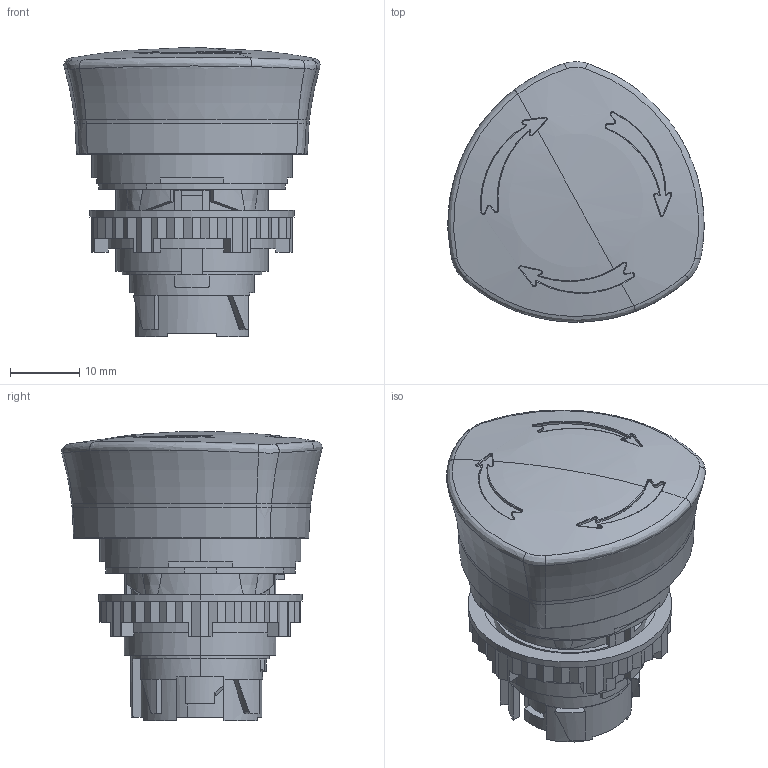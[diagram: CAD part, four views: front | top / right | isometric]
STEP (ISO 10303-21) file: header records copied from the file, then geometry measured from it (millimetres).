
FILE_DESCRIPTION(('CATIA V5 STEP Exchange','CAx-IF Rec.Pracs.--- Model Styling and Organization---1.2---2011-12-15'),'2;1');
FILE_NAME('L22ED01.stp','2014-07-03T14:45:44+00:00',('none'),('none'),'Unofficial Packaging Version','CATIA V5 STEP AP214 Edition 3','none');
FILE_SCHEMA(('AUTOMOTIVE_DESIGN { 1 0 10303 214 3 1 1 1 }'));
Length unit declared in the file: millimetre
Products named in the file (8): L22ED01; 074228000; 056017000; 032160000; 051914000; 097452000; 075121001; 056032000
Assembly tree (7 placements, depth 2):
  L22ED01
    074228000
    056017000
    032160000
    051914000
    097452000
    075121001
    056032000
Bounding box: 36.98 x 37.6 x 41.75 mm (x, y, z)
Volume: 16601.7 mm3; surface area: 24102.1 mm2
Topology: 7 solids, 7 shells, 1116 faces, 3026 edges, 1929 vertices
Faces by surface type: plane 532, cylinder 281, cone 113, bspline 91, torus 64, sphere 23, extrusion 12
Entity records: 47754 total; most frequent: CARTESIAN_POINT 17635, ORIENTED_EDGE 6032, DIRECTION 3660, EDGE_CURVE 3016, VERTEX_POINT 1929, AXIS2_PLACEMENT_3D 1566, VECTOR 1363, LINE 1351
